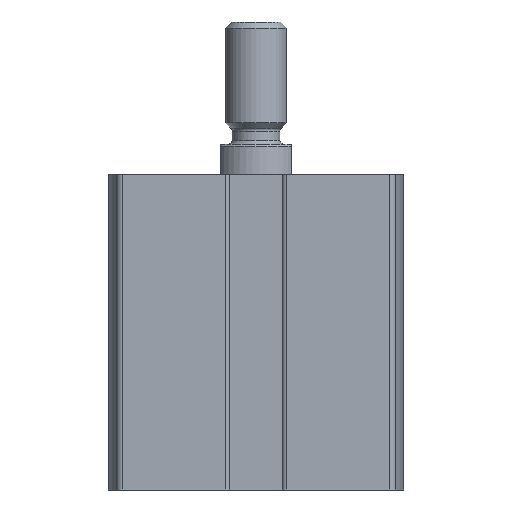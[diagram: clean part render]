
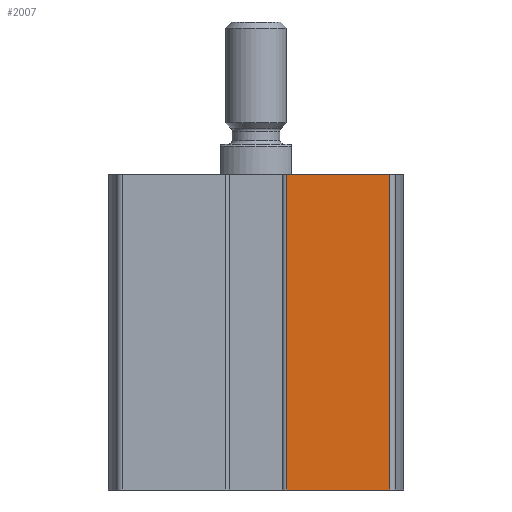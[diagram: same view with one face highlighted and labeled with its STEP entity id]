
A CAD part, front view. The second image highlights one B-rep face of the part: STEP entity #2007.
In plain terms, the highlighted planar face has unit normal (0, -1, 0).
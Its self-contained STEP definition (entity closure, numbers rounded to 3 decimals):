
#257=ORIENTED_EDGE('',*,*,#811,.T.);
#258=ORIENTED_EDGE('',*,*,#812,.F.);
#259=ORIENTED_EDGE('',*,*,#813,.F.);
#260=ORIENTED_EDGE('',*,*,#814,.T.);
#811=EDGE_CURVE('',#1088,#1089,#1293,.T.);
#812=EDGE_CURVE('',#1090,#1089,#1294,.T.);
#813=EDGE_CURVE('',#1091,#1090,#1295,.T.);
#814=EDGE_CURVE('',#1091,#1088,#1296,.T.);
#1088=VERTEX_POINT('',#3135);
#1089=VERTEX_POINT('',#3136);
#1090=VERTEX_POINT('',#3138);
#1091=VERTEX_POINT('',#3140);
#1293=LINE('',#3134,#1427);
#1294=LINE('',#3137,#1428);
#1295=LINE('',#3139,#1429);
#1296=LINE('',#3141,#1430);
#1427=VECTOR('',#2449,1000.);
#1428=VECTOR('',#2450,1000.);
#1429=VECTOR('',#2451,1000.);
#1430=VECTOR('',#2452,1000.);
#1558=EDGE_LOOP('',(#257,#258,#259,#260));
#1756=FACE_BOUND('',#1558,.T.);
#1954=PLANE('',#2166);
#2007=ADVANCED_FACE('',(#1756),#1954,.F.);
#2166=AXIS2_PLACEMENT_3D('',#3133,#2447,#2448);
#2447=DIRECTION('',(0.,1.,0.));
#2448=DIRECTION('',(0.,0.,1.));
#2449=DIRECTION('',(1.,0.,0.));
#2450=DIRECTION('',(0.,0.,-1.));
#2451=DIRECTION('',(1.,0.,0.));
#2452=DIRECTION('',(0.,0.,-1.));
#3133=CARTESIAN_POINT('',(-13.129,-14.5,31.));
#3134=CARTESIAN_POINT('',(-13.129,-14.5,0.));
#3135=CARTESIAN_POINT('',(3.,-14.5,0.));
#3136=CARTESIAN_POINT('',(13.129,-14.5,0.));
#3137=CARTESIAN_POINT('',(13.129,-14.5,31.));
#3138=CARTESIAN_POINT('',(13.129,-14.5,31.));
#3139=CARTESIAN_POINT('',(-13.129,-14.5,31.));
#3140=CARTESIAN_POINT('',(3.,-14.5,31.));
#3141=CARTESIAN_POINT('',(3.,-14.5,31.));
